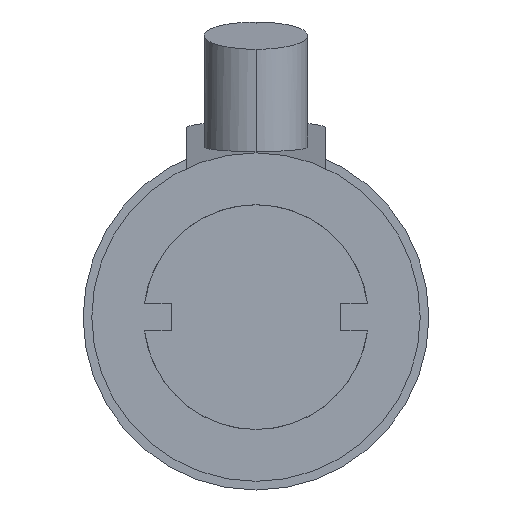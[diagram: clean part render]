
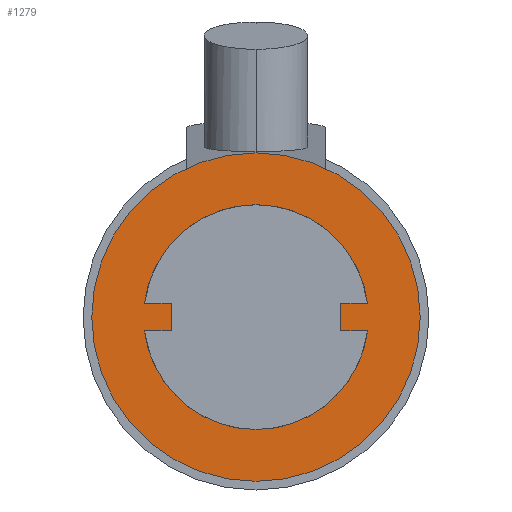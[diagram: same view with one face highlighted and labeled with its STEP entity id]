
A CAD part, front view. The second image highlights one B-rep face of the part: STEP entity #1279.
In plain terms, the highlighted planar face has unit normal (0, -1, 0).
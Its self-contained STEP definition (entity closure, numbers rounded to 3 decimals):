
#31 = VERTEX_POINT ( 'NONE', #1243 ) ;
#35 = DIRECTION ( 'NONE',  ( 0., -1., 0. ) ) ;
#36 = VERTEX_POINT ( 'NONE', #1114 ) ;
#40 = DIRECTION ( 'NONE',  ( 0., 0., -1. ) ) ;
#59 = DIRECTION ( 'NONE',  ( 1., 0., 0. ) ) ;
#71 = LINE ( 'NONE', #816, #858 ) ;
#81 = CARTESIAN_POINT ( 'NONE',  ( 0., -64., 0. ) ) ;
#98 = EDGE_CURVE ( 'NONE', #36, #1176, #71, .T. ) ;
#135 = ORIENTED_EDGE ( 'NONE', *, *, #1177, .F. ) ;
#143 = AXIS2_PLACEMENT_3D ( 'NONE', #918, #811, #381 ) ;
#146 = EDGE_CURVE ( 'NONE', #1144, #600, #1261, .T. ) ;
#160 = CARTESIAN_POINT ( 'NONE',  ( -3.25, -64., -0.4 ) ) ;
#185 = DIRECTION ( 'NONE',  ( 0., 0., -1. ) ) ;
#202 = VERTEX_POINT ( 'NONE', #318 ) ;
#205 = ORIENTED_EDGE ( 'NONE', *, *, #592, .T. ) ;
#215 = CARTESIAN_POINT ( 'NONE',  ( 0., -64., 0. ) ) ;
#233 = VERTEX_POINT ( 'NONE', #428 ) ;
#234 = DIRECTION ( 'NONE',  ( 0., 0., -1. ) ) ;
#240 = CARTESIAN_POINT ( 'NONE',  ( 0., -64., 0. ) ) ;
#251 = DIRECTION ( 'NONE',  ( 0., -1., 0. ) ) ;
#253 = AXIS2_PLACEMENT_3D ( 'NONE', #240, #251, #683 ) ;
#267 = AXIS2_PLACEMENT_3D ( 'NONE', #81, #929, #1062 ) ;
#307 = EDGE_CURVE ( 'NONE', #1144, #36, #1229, .T. ) ;
#313 = LINE ( 'NONE', #631, #936 ) ;
#318 = CARTESIAN_POINT ( 'NONE',  ( -2.45, -64., 0.4 ) ) ;
#363 = VECTOR ( 'NONE', #185, 1000. ) ;
#378 = DIRECTION ( 'NONE',  ( 0., -1., 0. ) ) ;
#381 = DIRECTION ( 'NONE',  ( 0., 0., -1. ) ) ;
#387 = VECTOR ( 'NONE', #59, 1000. ) ;
#390 = CARTESIAN_POINT ( 'NONE',  ( -2.45, -64., 0.4 ) ) ;
#423 = DIRECTION ( 'NONE',  ( 0., -1., 0. ) ) ;
#424 = ORIENTED_EDGE ( 'NONE', *, *, #700, .F. ) ;
#428 = CARTESIAN_POINT ( 'NONE',  ( 0., -64., 4.75 ) ) ;
#429 = DIRECTION ( 'NONE',  ( 0., 0., -1. ) ) ;
#464 = CARTESIAN_POINT ( 'NONE',  ( 2.45, -64., 0.4 ) ) ;
#476 = DIRECTION ( 'NONE',  ( 0., 0., -1. ) ) ;
#506 = LINE ( 'NONE', #390, #363 ) ;
#522 = CARTESIAN_POINT ( 'NONE',  ( 3.25, -64., 0.4 ) ) ;
#527 = EDGE_LOOP ( 'NONE', ( #205, #537 ) ) ;
#530 = ORIENTED_EDGE ( 'NONE', *, *, #697, .F. ) ;
#535 = CARTESIAN_POINT ( 'NONE',  ( 0., -64., -4.75 ) ) ;
#537 = ORIENTED_EDGE ( 'NONE', *, *, #1207, .T. ) ;
#540 = EDGE_CURVE ( 'NONE', #31, #1176, #1216, .T. ) ;
#578 = CIRCLE ( 'NONE', #758, 3.25 ) ;
#592 = EDGE_CURVE ( 'NONE', #233, #966, #1366, .T. ) ;
#600 = VERTEX_POINT ( 'NONE', #1254 ) ;
#623 = DIRECTION ( 'NONE',  ( 1., 0., 0. ) ) ;
#624 = CARTESIAN_POINT ( 'NONE',  ( -3.225, -64., -0.4 ) ) ;
#631 = CARTESIAN_POINT ( 'NONE',  ( -3.25, -64., 0.4 ) ) ;
#646 = VERTEX_POINT ( 'NONE', #1041 ) ;
#670 = EDGE_LOOP ( 'NONE', ( #135, #1202, #1248, #1025, #790, #530, #1339, #912, #424, #1170 ) ) ;
#674 = CIRCLE ( 'NONE', #748, 3.25 ) ;
#683 = DIRECTION ( 'NONE',  ( 0., 0., -1. ) ) ;
#697 = EDGE_CURVE ( 'NONE', #710, #31, #578, .T. ) ;
#698 = CARTESIAN_POINT ( 'NONE',  ( 0., -64., 3.25 ) ) ;
#700 = EDGE_CURVE ( 'NONE', #646, #202, #313, .T. ) ;
#704 = DIRECTION ( 'NONE',  ( 1., 0., 0. ) ) ;
#710 = VERTEX_POINT ( 'NONE', #624 ) ;
#712 = CARTESIAN_POINT ( 'NONE',  ( 2.45, -64., 0.4 ) ) ;
#719 = CARTESIAN_POINT ( 'NONE',  ( -2.45, -64., -0.4 ) ) ;
#741 = CIRCLE ( 'NONE', #989, 3.25 ) ;
#748 = AXIS2_PLACEMENT_3D ( 'NONE', #1185, #35, #234 ) ;
#758 = AXIS2_PLACEMENT_3D ( 'NONE', #215, #423, #429 ) ;
#789 = DIRECTION ( 'NONE',  ( 0., 0., -1. ) ) ;
#790 = ORIENTED_EDGE ( 'NONE', *, *, #540, .F. ) ;
#795 = VECTOR ( 'NONE', #623, 1000. ) ;
#796 = AXIS2_PLACEMENT_3D ( 'NONE', #1015, #378, #476 ) ;
#801 = FACE_OUTER_BOUND ( 'NONE', #527, .T. ) ;
#811 = DIRECTION ( 'NONE',  ( 0., -1., 0. ) ) ;
#816 = CARTESIAN_POINT ( 'NONE',  ( 3.25, -64., -0.4 ) ) ;
#858 = VECTOR ( 'NONE', #704, 1000. ) ;
#865 = CIRCLE ( 'NONE', #253, 4.75 ) ;
#912 = ORIENTED_EDGE ( 'NONE', *, *, #1332, .F. ) ;
#918 = CARTESIAN_POINT ( 'NONE',  ( 0., -64., 0. ) ) ;
#929 = DIRECTION ( 'NONE',  ( 0., -1., 0. ) ) ;
#936 = VECTOR ( 'NONE', #1149, 1000. ) ;
#966 = VERTEX_POINT ( 'NONE', #535 ) ;
#989 = AXIS2_PLACEMENT_3D ( 'NONE', #999, #1096, #40 ) ;
#999 = CARTESIAN_POINT ( 'NONE',  ( 0., -64., 0. ) ) ;
#1015 = CARTESIAN_POINT ( 'NONE',  ( 0., -64., 0. ) ) ;
#1016 = FACE_BOUND ( 'NONE', #670, .T. ) ;
#1025 = ORIENTED_EDGE ( 'NONE', *, *, #98, .T. ) ;
#1041 = CARTESIAN_POINT ( 'NONE',  ( -3.225, -64., 0.4 ) ) ;
#1062 = DIRECTION ( 'NONE',  ( 0., 0., -1. ) ) ;
#1090 = CARTESIAN_POINT ( 'NONE',  ( 3.225, -64., -0.4 ) ) ;
#1096 = DIRECTION ( 'NONE',  ( 0., -1., 0. ) ) ;
#1114 = CARTESIAN_POINT ( 'NONE',  ( 2.45, -64., -0.4 ) ) ;
#1118 = LINE ( 'NONE', #160, #387 ) ;
#1125 = PLANE ( 'NONE',  #143 ) ;
#1144 = VERTEX_POINT ( 'NONE', #464 ) ;
#1149 = DIRECTION ( 'NONE',  ( 1., 0., 0. ) ) ;
#1170 = ORIENTED_EDGE ( 'NONE', *, *, #1191, .F. ) ;
#1176 = VERTEX_POINT ( 'NONE', #1090 ) ;
#1177 = EDGE_CURVE ( 'NONE', #600, #1287, #674, .T. ) ;
#1185 = CARTESIAN_POINT ( 'NONE',  ( 0., -64., 0. ) ) ;
#1191 = EDGE_CURVE ( 'NONE', #1287, #646, #741, .T. ) ;
#1202 = ORIENTED_EDGE ( 'NONE', *, *, #146, .F. ) ;
#1207 = EDGE_CURVE ( 'NONE', #966, #233, #865, .T. ) ;
#1216 = CIRCLE ( 'NONE', #796, 3.25 ) ;
#1229 = LINE ( 'NONE', #712, #1262 ) ;
#1243 = CARTESIAN_POINT ( 'NONE',  ( 0., -64., -3.25 ) ) ;
#1248 = ORIENTED_EDGE ( 'NONE', *, *, #307, .T. ) ;
#1254 = CARTESIAN_POINT ( 'NONE',  ( 3.225, -64., 0.4 ) ) ;
#1261 = LINE ( 'NONE', #522, #795 ) ;
#1262 = VECTOR ( 'NONE', #789, 1000. ) ;
#1279 = ADVANCED_FACE ( 'NONE', ( #1016, #801 ), #1125, .T. ) ;
#1287 = VERTEX_POINT ( 'NONE', #698 ) ;
#1309 = EDGE_CURVE ( 'NONE', #710, #1371, #1118, .T. ) ;
#1332 = EDGE_CURVE ( 'NONE', #202, #1371, #506, .T. ) ;
#1339 = ORIENTED_EDGE ( 'NONE', *, *, #1309, .T. ) ;
#1366 = CIRCLE ( 'NONE', #267, 4.75 ) ;
#1371 = VERTEX_POINT ( 'NONE', #719 ) ;
